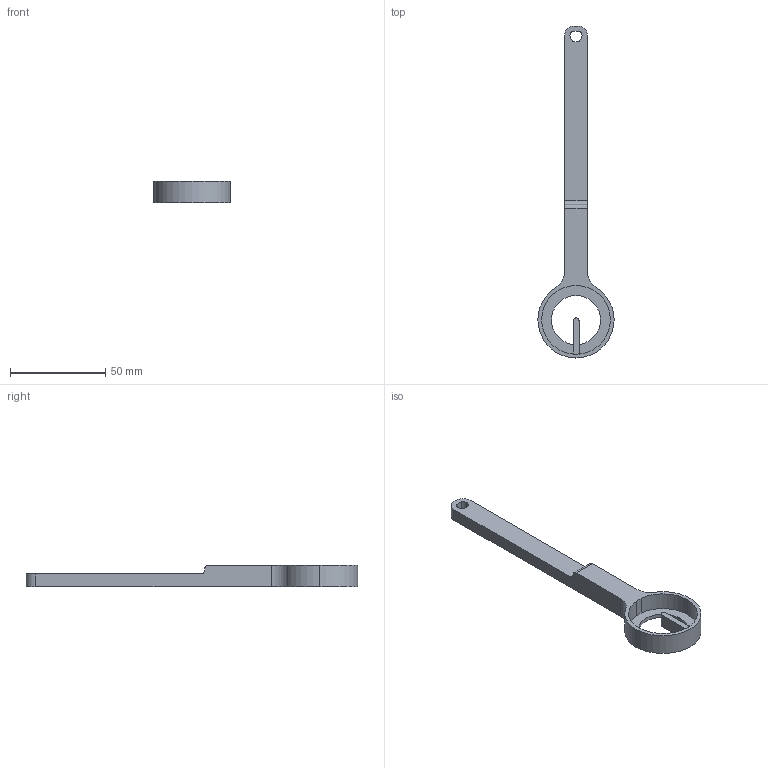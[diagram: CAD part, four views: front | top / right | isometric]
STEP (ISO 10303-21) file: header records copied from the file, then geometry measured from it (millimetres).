
FILE_DESCRIPTION (( 'STEP AP214' ), '1' );
FILE_NAME ('pendulum xtheta encoder.STEP', '2025-05-01T20:19:32', ( '' ), ( '' ), 'SwSTEP 2.0', 'SolidWorks 2024', '' );
FILE_SCHEMA (( 'AUTOMOTIVE_DESIGN' ));
Length unit declared in the file: millimetre
Products named in the file (1): pendulum xtheta encoder
Bounding box: 40 x 174.08 x 11.41 mm (x, y, z)
Volume: 17230.4 mm3; surface area: 10012.8 mm2
Topology: 2 solids, 2 shells, 36 faces, 93 edges, 62 vertices
Faces by surface type: cylinder 20, plane 16
Entity records: 1157 total; most frequent: DIRECTION 207, CARTESIAN_POINT 192, ORIENTED_EDGE 186, EDGE_CURVE 93, AXIS2_PLACEMENT_3D 77, VERTEX_POINT 62, VECTOR 53, LINE 53
